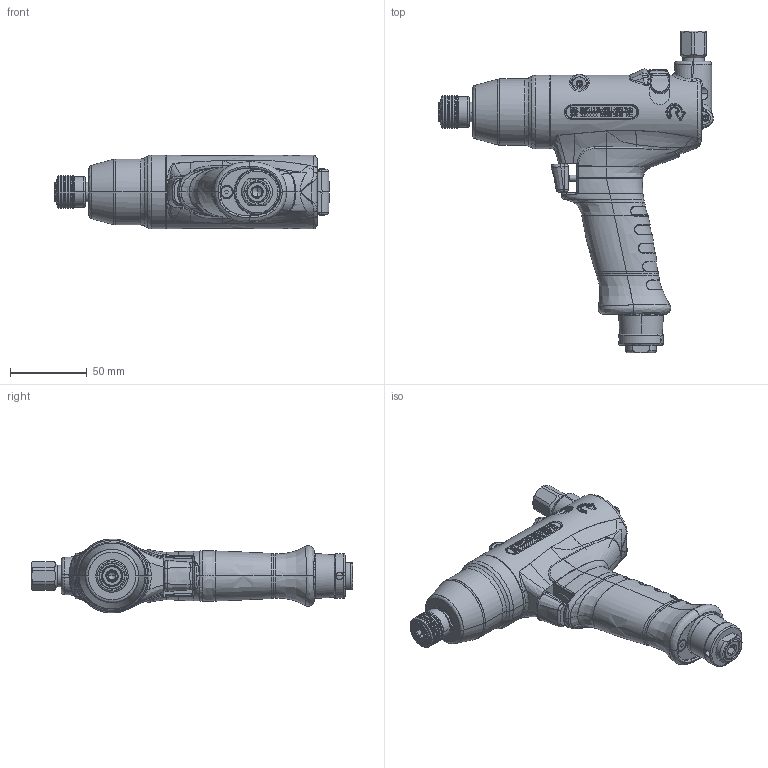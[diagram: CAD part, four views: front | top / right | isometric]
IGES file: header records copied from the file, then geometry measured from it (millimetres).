
Start section:  PTC IGES file: 35pthha40q.igs
Global section: file name: 35pthha40q.igs; native system: Pro/ENGINEER by Parametric Technology Corporation; preprocessor: 2008400; author: c584d; organization: Unknown; date: 20120515.073416; units: millimetre
Bounding box: 178.64 x 209 x 48 mm (x, y, z)
Surface area: 58030.2 mm2 (no closed solid volume)
Topology: 0 solids, 0 shells, 994 faces, 6903 edges, 6877 vertices
Faces by surface type: bspline 614, revolution 380
